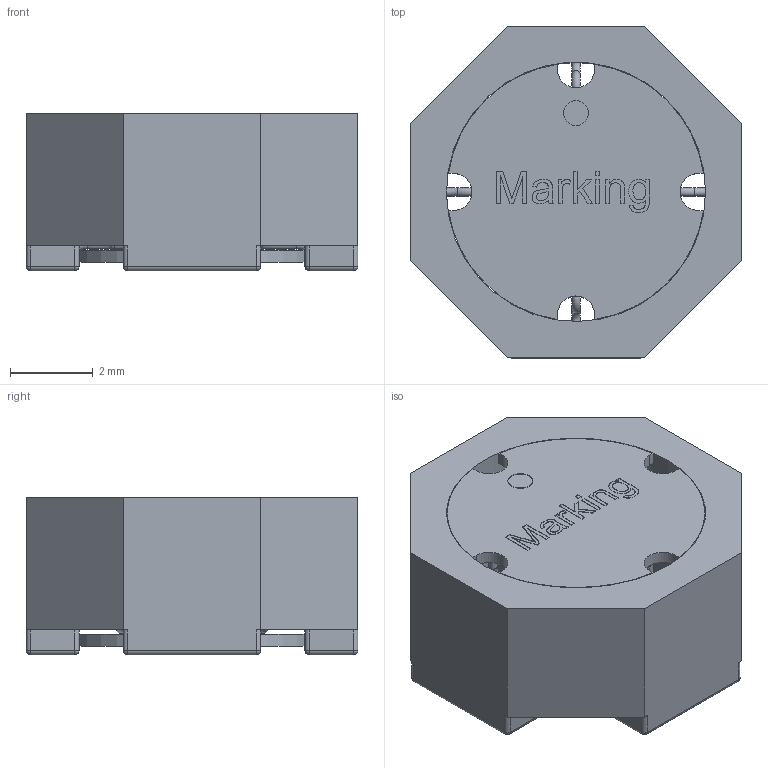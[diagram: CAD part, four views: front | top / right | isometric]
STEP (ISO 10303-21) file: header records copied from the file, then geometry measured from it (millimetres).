
FILE_DESCRIPTION(/* description */ ('Unknown'),/* implementation_level */ '2;1');
FILE_NAME(/* name */ 'L_Wurth_WE-TDCHV-8038',/* time_stamp */ '2025-06-04T13:49:55+08:00',/* author */ ('Unknown'),/* organization */ ('Unknown'),/* preprocessor_version */ 'ST-DEVELOPER v19.4',/* originating_system */ 'Solid Edge',/* authorisation */ 'Unknown');
FILE_SCHEMA (('AUTOMOTIVE_DESIGN {1 0 10303 214 3 1 1}'));
Length unit declared in the file: millimetre
Products named in the file (2): L_Wurth_WE-TDC-8038
Assembly tree (1 placements, depth 2):
  L_Wurth_WE-TDC-8038
    L_Wurth_WE-TDC-8038
Bounding box: 8 x 8 x 3.8 mm (x, y, z)
Volume: 122.2 mm3; surface area: 382.2 mm2
Topology: 2 solids, 2 shells, 222 faces, 567 edges, 346 vertices
Faces by surface type: plane 112, cylinder 56, torus 22, bspline 16, sphere 16
Full cylindrical faces by diameter (mm): 0.2 x7, 0.6 x1, 3.2 x1, 6.25 x1
Entity records: 8778 total; most frequent: CARTESIAN_POINT 2281, ORIENTED_EDGE 1026, DIRECTION 930, EDGE_CURVE 513, AXIS2_PLACEMENT_3D 347, VERTEX_POINT 340, EDGE_LOOP 275, FACE_BOUND 275
